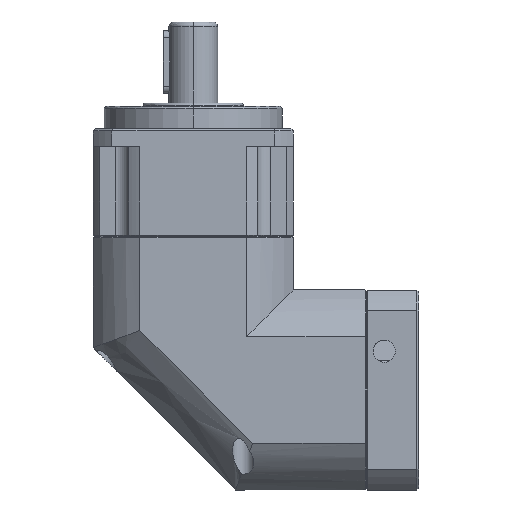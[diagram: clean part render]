
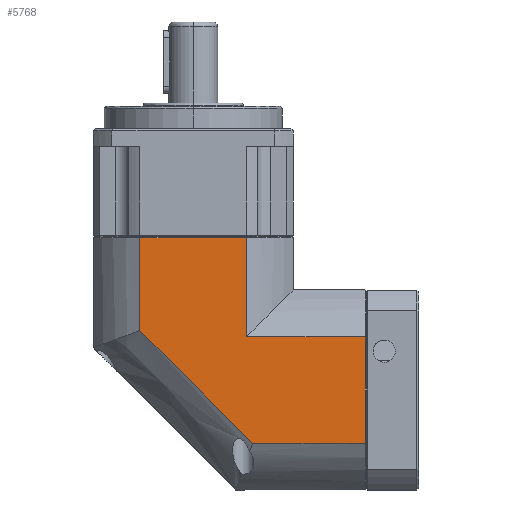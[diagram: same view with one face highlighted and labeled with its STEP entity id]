
A CAD part, left-side view. The second image highlights one B-rep face of the part: STEP entity #5768.
In plain terms, the highlighted face is planar.
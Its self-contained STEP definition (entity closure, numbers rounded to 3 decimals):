
#1498 = CARTESIAN_POINT ( 'NONE',  ( 45.1, -69., 0. ) ) ;
#1732 = DIRECTION ( 'NONE',  ( 0., 1., 0. ) ) ;
#2117 = LINE ( 'NONE', #16257, #5955 ) ;
#3050 = EDGE_CURVE ( 'NONE', #3742, #16528, #3664, .T. ) ;
#3112 = VECTOR ( 'NONE', #1732, 1000. ) ;
#3419 = DIRECTION ( 'NONE',  ( -0.707, 0.707, 0. ) ) ;
#3664 = LINE ( 'NONE', #14571, #19995 ) ;
#3742 = VERTEX_POINT ( 'NONE', #20214 ) ;
#3772 = PLANE ( 'NONE',  #9406 ) ;
#3991 = VERTEX_POINT ( 'NONE', #10612 ) ;
#4301 = ORIENTED_EDGE ( 'NONE', *, *, #17975, .F. ) ;
#4660 = DIRECTION ( 'NONE',  ( 0., 0., 1. ) ) ;
#5229 = ORIENTED_EDGE ( 'NONE', *, *, #14670, .F. ) ;
#5404 = VECTOR ( 'NONE', #3419, 1000. ) ;
#5768 = ADVANCED_FACE ( 'NONE', ( #12427 ), #3772, .F. ) ;
#5955 = VECTOR ( 'NONE', #8356, 1000. ) ;
#6341 = VERTEX_POINT ( 'NONE', #14253 ) ;
#6695 = DIRECTION ( 'NONE',  ( 1., 0., 0. ) ) ;
#7026 = VECTOR ( 'NONE', #9428, 1000. ) ;
#7072 = VERTEX_POINT ( 'NONE', #17611 ) ;
#7079 = LINE ( 'NONE', #9865, #19151 ) ;
#7440 = LINE ( 'NONE', #19164, #3112 ) ;
#8251 = DIRECTION ( 'NONE',  ( 1., 0., 0. ) ) ;
#8356 = DIRECTION ( 'NONE',  ( 1., 0., 0. ) ) ;
#8463 = EDGE_CURVE ( 'NONE', #16787, #6341, #19106, .T. ) ;
#8786 = CARTESIAN_POINT ( 'NONE',  ( 93.1, -71.743, 0. ) ) ;
#9406 = AXIS2_PLACEMENT_3D ( 'NONE', #13716, #4660, #6695 ) ;
#9428 = DIRECTION ( 'NONE',  ( 0., -1., 0. ) ) ;
#9478 = CARTESIAN_POINT ( 'NONE',  ( 45.1, -69., 0. ) ) ;
#9793 = DIRECTION ( 'NONE',  ( -1., 0., 0. ) ) ;
#9865 = CARTESIAN_POINT ( 'NONE',  ( 63.075, -122.5, 0. ) ) ;
#10096 = EDGE_CURVE ( 'NONE', #7072, #10264, #7440, .T. ) ;
#10186 = ORIENTED_EDGE ( 'NONE', *, *, #18508, .F. ) ;
#10264 = VERTEX_POINT ( 'NONE', #8786 ) ;
#10612 = CARTESIAN_POINT ( 'NONE',  ( 42.357, -21., 0. ) ) ;
#10677 = ORIENTED_EDGE ( 'NONE', *, *, #8463, .F. ) ;
#11159 = LINE ( 'NONE', #17659, #15373 ) ;
#12427 = FACE_OUTER_BOUND ( 'NONE', #20216, .T. ) ;
#13610 = CARTESIAN_POINT ( 'NONE',  ( 0.5, -69., 0. ) ) ;
#13716 = CARTESIAN_POINT ( 'NONE',  ( 57.05, -60.5, 0. ) ) ;
#14253 = CARTESIAN_POINT ( 'NONE',  ( 45.1, -122.5, 0. ) ) ;
#14375 = DIRECTION ( 'NONE',  ( 0., -1., 0. ) ) ;
#14571 = CARTESIAN_POINT ( 'NONE',  ( 0.5, -30.25, 0. ) ) ;
#14649 = ORIENTED_EDGE ( 'NONE', *, *, #3050, .F. ) ;
#14670 = EDGE_CURVE ( 'NONE', #16528, #16787, #2117, .T. ) ;
#14714 = CARTESIAN_POINT ( 'NONE',  ( 74.138, -52.782, 0. ) ) ;
#15373 = VECTOR ( 'NONE', #9793, 1000. ) ;
#15821 = EDGE_CURVE ( 'NONE', #6341, #7072, #7079, .T. ) ;
#16257 = CARTESIAN_POINT ( 'NONE',  ( 0.5, -69., 0. ) ) ;
#16528 = VERTEX_POINT ( 'NONE', #13610 ) ;
#16569 = ORIENTED_EDGE ( 'NONE', *, *, #10096, .F. ) ;
#16787 = VERTEX_POINT ( 'NONE', #9478 ) ;
#17611 = CARTESIAN_POINT ( 'NONE',  ( 93.1, -122.5, 0. ) ) ;
#17659 = CARTESIAN_POINT ( 'NONE',  ( 0., -21., 0. ) ) ;
#17975 = EDGE_CURVE ( 'NONE', #10264, #3991, #18059, .T. ) ;
#18059 = LINE ( 'NONE', #14714, #5404 ) ;
#18254 = ORIENTED_EDGE ( 'NONE', *, *, #15821, .F. ) ;
#18508 = EDGE_CURVE ( 'NONE', #3991, #3742, #11159, .T. ) ;
#19106 = LINE ( 'NONE', #1498, #7026 ) ;
#19151 = VECTOR ( 'NONE', #8251, 1000. ) ;
#19164 = CARTESIAN_POINT ( 'NONE',  ( 93.1, -123., 0. ) ) ;
#19995 = VECTOR ( 'NONE', #14375, 1000. ) ;
#20214 = CARTESIAN_POINT ( 'NONE',  ( 0.5, -21., 0. ) ) ;
#20216 = EDGE_LOOP ( 'NONE', ( #10677, #5229, #14649, #10186, #4301, #16569, #18254 ) ) ;
